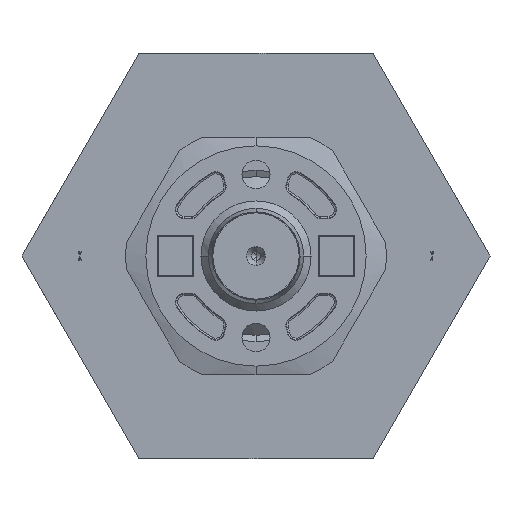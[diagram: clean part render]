
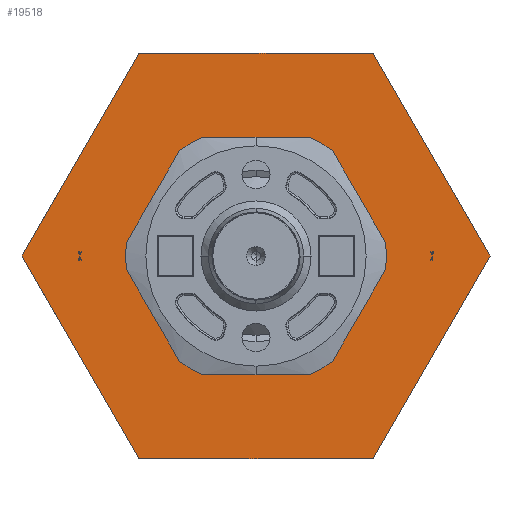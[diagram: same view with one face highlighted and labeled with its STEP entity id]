
A CAD part, left-side view. The second image highlights one B-rep face of the part: STEP entity #19518.
In plain terms, the highlighted planar face has unit normal (-1, 0, 0).
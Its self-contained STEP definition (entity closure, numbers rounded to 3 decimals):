
#19261 = VERTEX_POINT ( 'NONE', #38160 ) ;
#19263 = EDGE_CURVE ( 'NONE', #19265, #19261, #38156, .T. ) ;
#19265 = VERTEX_POINT ( 'NONE', #38149 ) ;
#19495 = EDGE_CURVE ( 'NONE', #19541, #19544, #38718, .T. ) ;
#19496 = ORIENTED_EDGE ( 'NONE', *, *, #19497, .T. ) ;
#19497 = EDGE_CURVE ( 'NONE', #19544, #19499, #38709, .T. ) ;
#19499 = VERTEX_POINT ( 'NONE', #38703 ) ;
#19500 = ORIENTED_EDGE ( 'NONE', *, *, #19501, .T. ) ;
#19501 = EDGE_CURVE ( 'NONE', #19499, #19503, #38698, .T. ) ;
#19503 = VERTEX_POINT ( 'NONE', #38694 ) ;
#19504 = ORIENTED_EDGE ( 'NONE', *, *, #19505, .T. ) ;
#19505 = EDGE_CURVE ( 'NONE', #19503, #19507, #38693, .T. ) ;
#19507 = VERTEX_POINT ( 'NONE', #38689 ) ;
#19508 = ORIENTED_EDGE ( 'NONE', *, *, #19509, .T. ) ;
#19509 = EDGE_CURVE ( 'NONE', #19507, #19539, #38688, .T. ) ;
#19518 = ADVANCED_FACE ( 'NONE', ( #38783, #38781 ), #38777, .T. ) ;
#19521 = EDGE_LOOP ( 'NONE', ( #19523, #19525 ) ) ;
#19523 = ORIENTED_EDGE ( 'NONE', *, *, #19263, .T. ) ;
#19525 = ORIENTED_EDGE ( 'NONE', *, *, #19528, .T. ) ;
#19528 = EDGE_CURVE ( 'NONE', #19261, #19265, #38766, .T. ) ;
#19532 = EDGE_LOOP ( 'NONE', ( #19534, #19543, #19496, #19500, #19504, #19508 ) ) ;
#19534 = ORIENTED_EDGE ( 'NONE', *, *, #19537, .T. ) ;
#19537 = EDGE_CURVE ( 'NONE', #19539, #19541, #38761, .T. ) ;
#19539 = VERTEX_POINT ( 'NONE', #38757 ) ;
#19541 = VERTEX_POINT ( 'NONE', #38754 ) ;
#19543 = ORIENTED_EDGE ( 'NONE', *, *, #19495, .T. ) ;
#19544 = VERTEX_POINT ( 'NONE', #38752 ) ;
#38149 = CARTESIAN_POINT ( 'NONE',  ( 0., 12.5, 0. ) ) ;
#38150 = DIRECTION ( 'NONE',  ( 0., 1., 0. ) ) ;
#38151 = DIRECTION ( 'NONE',  ( 1., 0., 0. ) ) ;
#38153 = CARTESIAN_POINT ( 'NONE',  ( 0., 0., 0. ) ) ;
#38154 = AXIS2_PLACEMENT_3D ( 'NONE', #38153, #38151, #38150 ) ;
#38156 = CIRCLE ( 'NONE', #38154, 12.5 ) ;
#38160 = CARTESIAN_POINT ( 'NONE',  ( 0., -12.5, 0. ) ) ;
#38685 = DIRECTION ( 'NONE',  ( 0., -1., 0. ) ) ;
#38686 = VECTOR ( 'NONE', #38685, 1000. ) ;
#38687 = CARTESIAN_POINT ( 'NONE',  ( 0., 13.279, -23. ) ) ;
#38688 = LINE ( 'NONE', #38687, #38686 ) ;
#38689 = CARTESIAN_POINT ( 'NONE',  ( 0., 13.279, -23. ) ) ;
#38690 = DIRECTION ( 'NONE',  ( 0., -0.5, -0.866 ) ) ;
#38691 = VECTOR ( 'NONE', #38690, 1000. ) ;
#38692 = CARTESIAN_POINT ( 'NONE',  ( 0., 13.279, -23. ) ) ;
#38693 = LINE ( 'NONE', #38692, #38691 ) ;
#38694 = CARTESIAN_POINT ( 'NONE',  ( 0., 26.558, 0. ) ) ;
#38695 = DIRECTION ( 'NONE',  ( 0., 0.5, -0.866 ) ) ;
#38696 = VECTOR ( 'NONE', #38695, 1000. ) ;
#38697 = CARTESIAN_POINT ( 'NONE',  ( 0., 26.558, 0. ) ) ;
#38698 = LINE ( 'NONE', #38697, #38696 ) ;
#38703 = CARTESIAN_POINT ( 'NONE',  ( 0., 13.279, 23. ) ) ;
#38705 = DIRECTION ( 'NONE',  ( 0., 1., 0. ) ) ;
#38706 = VECTOR ( 'NONE', #38705, 1000. ) ;
#38708 = CARTESIAN_POINT ( 'NONE',  ( 0., 13.279, 23. ) ) ;
#38709 = LINE ( 'NONE', #38708, #38706 ) ;
#38713 = DIRECTION ( 'NONE',  ( 0., 0.5, 0.866 ) ) ;
#38715 = VECTOR ( 'NONE', #38713, 1000. ) ;
#38717 = CARTESIAN_POINT ( 'NONE',  ( 0., -26.558, 0. ) ) ;
#38718 = LINE ( 'NONE', #38717, #38715 ) ;
#38752 = CARTESIAN_POINT ( 'NONE',  ( 0., -13.279, 23. ) ) ;
#38754 = CARTESIAN_POINT ( 'NONE',  ( 0., -26.558, 0. ) ) ;
#38757 = CARTESIAN_POINT ( 'NONE',  ( 0., -13.279, -23. ) ) ;
#38758 = DIRECTION ( 'NONE',  ( 0., -0.5, 0.866 ) ) ;
#38759 = VECTOR ( 'NONE', #38758, 1000. ) ;
#38760 = CARTESIAN_POINT ( 'NONE',  ( 0., -13.279, -23. ) ) ;
#38761 = LINE ( 'NONE', #38760, #38759 ) ;
#38762 = DIRECTION ( 'NONE',  ( 0., 1., 0. ) ) ;
#38763 = DIRECTION ( 'NONE',  ( 1., 0., 0. ) ) ;
#38764 = CARTESIAN_POINT ( 'NONE',  ( 0., 0., 0. ) ) ;
#38765 = AXIS2_PLACEMENT_3D ( 'NONE', #38764, #38763, #38762 ) ;
#38766 = CIRCLE ( 'NONE', #38765, 12.5 ) ;
#38770 = DIRECTION ( 'NONE',  ( 0., -1., 0. ) ) ;
#38772 = DIRECTION ( 'NONE',  ( -1., 0., 0. ) ) ;
#38774 = CARTESIAN_POINT ( 'NONE',  ( 0., 27., 0. ) ) ;
#38775 = AXIS2_PLACEMENT_3D ( 'NONE', #38774, #38772, #38770 ) ;
#38777 = PLANE ( 'NONE',  #38775 ) ;
#38781 = FACE_OUTER_BOUND ( 'NONE', #19532, .T. ) ;
#38783 = FACE_BOUND ( 'NONE', #19521, .T. ) ;
